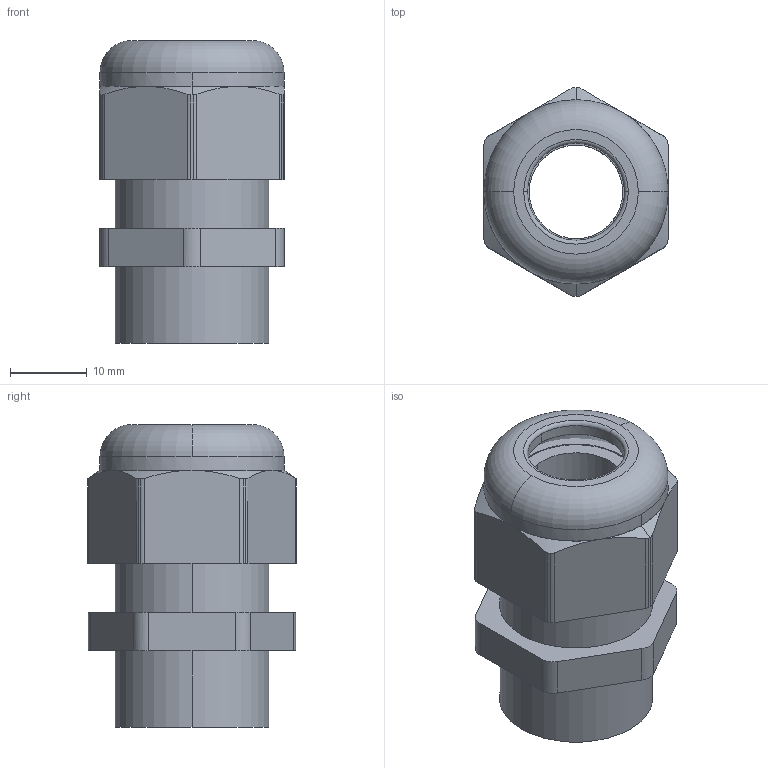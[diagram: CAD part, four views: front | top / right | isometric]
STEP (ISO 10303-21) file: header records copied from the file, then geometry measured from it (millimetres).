
FILE_DESCRIPTION(('CATIA V5 STEP Exchange','CAx-IF Rec.Pracs.--- Model Styling and Organization---1.4--- 2014-01-23'),'2;1');
FILE_NAME ('020980-3_4_1772300000_1772300000.stp','2019-11-07T06:48:27+00:00',('none'),('Weidmueller'),'CATIA Version 5-6 Release 2016 SP3 HF44','CATIA V5 STEP AP214','none');
FILE_SCHEMA(('AUTOMOTIVE_DESIGN { 1 0 10303 214 1 1 1 1 }'));
Length unit declared in the file: millimetre
Products named in the file (1): VG_M20_6-12
Bounding box: 24 x 27.22 x 39.5 mm (x, y, z)
Volume: 9901.3 mm3; surface area: 8592.2 mm2
Topology: 3 solids, 3 shells, 92 faces, 237 edges, 155 vertices
Faces by surface type: cylinder 40, plane 34, cone 12, torus 6
Entity records: 3016 total; most frequent: CARTESIAN_POINT 900, ORIENTED_EDGE 474, DIRECTION 338, EDGE_CURVE 237, AXIS2_PLACEMENT_3D 160, VERTEX_POINT 155, VECTOR 102, EDGE_LOOP 102
